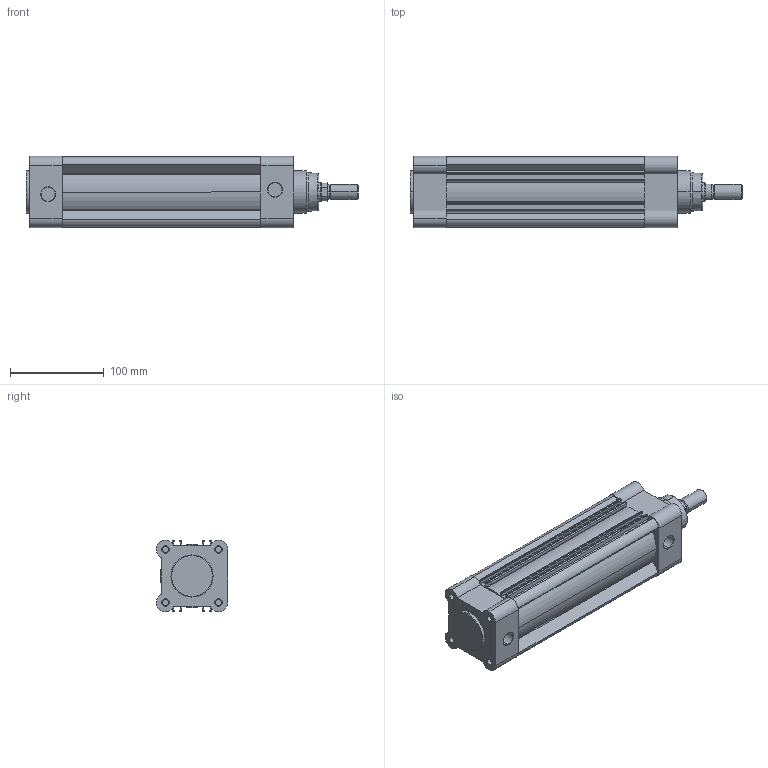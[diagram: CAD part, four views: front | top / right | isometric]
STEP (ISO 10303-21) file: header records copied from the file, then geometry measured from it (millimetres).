
FILE_DESCRIPTION (( 'STEP AP214' ), '1' );
FILE_NAME ('DMC63-160CYLINDER.STEP', '2012-05-16T12:18:04', ( '' ), ( '' ), 'SwSTEP 2.0', 'SolidWorks 2010', '' );
FILE_SCHEMA (( 'AUTOMOTIVE_DESIGN' ));
Length unit declared in the file: millimetre
Products named in the file (5): DMC  63 ARKA KAPAK; DMC  63   BORU; DMC  63 烰 KAPAK; DMC  63 M尳; DMC63-160CYLINDER
Assembly tree (4 placements, depth 2):
  DMC63-160CYLINDER
    DMC  63   BORU
    DMC  63 M尳
    DMC  63 ARKA KAPAK
    DMC  63 烰 KAPAK
Bounding box: 354 x 76 x 76 mm (x, y, z)
Volume: 860356.6 mm3; surface area: 233137.6 mm2
Topology: 4 solids, 4 shells, 231 faces, 579 edges, 372 vertices
Faces by surface type: cylinder 99, plane 90, cone 30, torus 12
Entity records: 7433 total; most frequent: DIRECTION 1287, CARTESIAN_POINT 1257, ORIENTED_EDGE 1158, EDGE_CURVE 579, AXIS2_PLACEMENT_3D 486, VERTEX_POINT 372, VECTOR 315, LINE 315
